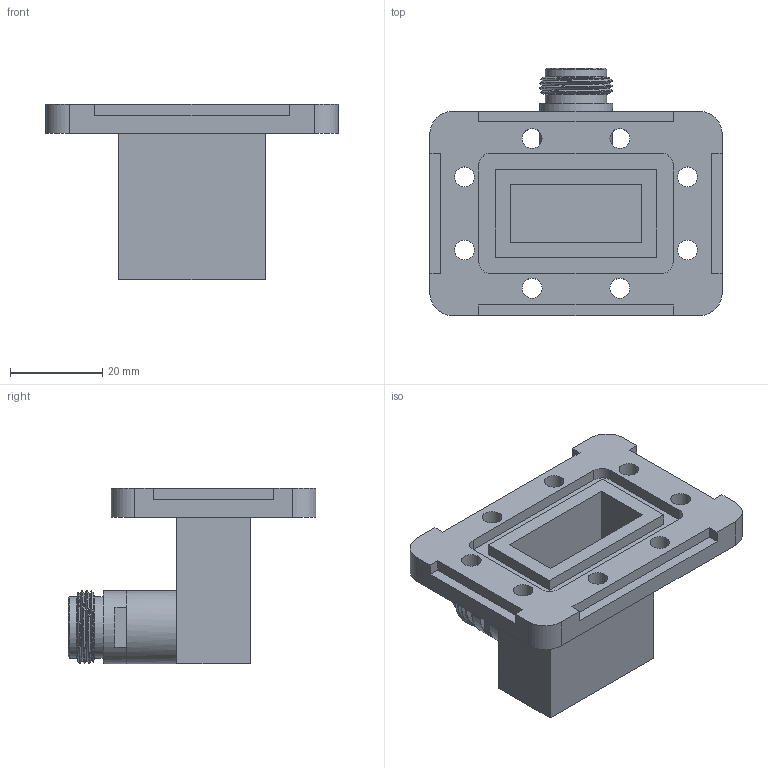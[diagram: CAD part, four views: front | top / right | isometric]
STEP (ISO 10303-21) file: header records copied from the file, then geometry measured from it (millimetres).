
FILE_DESCRIPTION (( 'STEP AP203' ), '1' );
FILE_NAME ('FMWCA1045_3D.step', '2021-05-13T21:18:22', ( '' ), ( '' ), 'SwSTEP 2.0', 'SolidWorks 2020', '' );
FILE_SCHEMA (( 'CONFIG_CONTROL_DESIGN' ));
Length unit declared in the file: inch
Products named in the file (3): FMWCA1045^FMWCA1045; FMWCA1045_3D; N Female^FMWCA1045
Assembly tree (2 placements, depth 2):
  FMWCA1045_3D
    FMWCA1045^FMWCA1045
    N Female^FMWCA1045
Bounding box: 63.5 x 53.81 x 38.16 mm (x, y, z)
Volume: 21640.4 mm3; surface area: 16354.7 mm2
Topology: 3 solids, 3 shells, 88 faces, 229 edges, 153 vertices
Faces by surface type: plane 54, cylinder 25, cone 6, bspline 3
Full cylindrical faces by diameter (mm): 2.286 x1, 3.048 x2, 4.305 x8, 10.287 x1, 13.335 x2, 15.875 x2
Entity records: 3591 total; most frequent: CARTESIAN_POINT 1233, DIRECTION 420, ORIENTED_EDGE 392, EDGE_CURVE 196, AXIS2_PLACEMENT_3D 148, VERTEX_POINT 140, EDGE_LOOP 134, LINE 124
